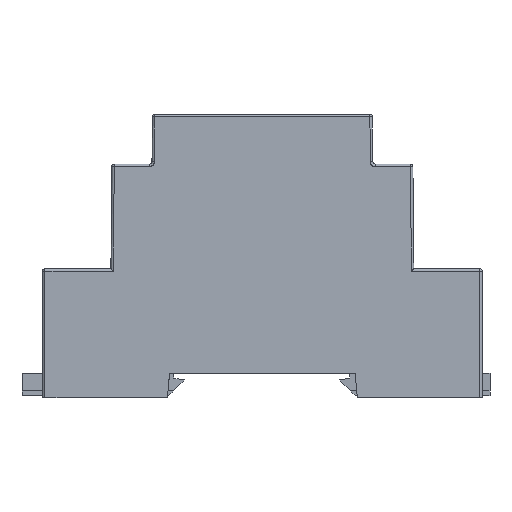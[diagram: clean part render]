
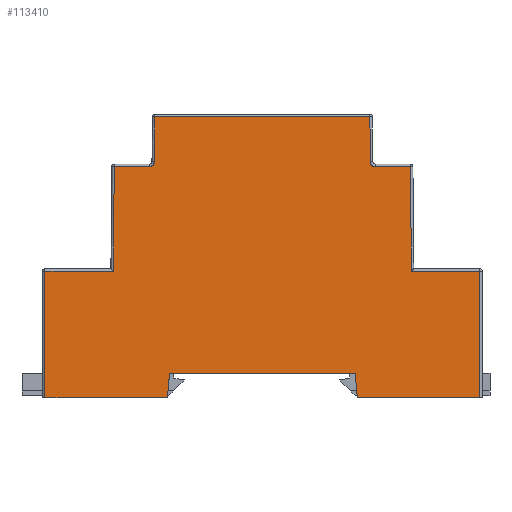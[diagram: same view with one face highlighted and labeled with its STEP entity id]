
A CAD part, front view. The second image highlights one B-rep face of the part: STEP entity #113410.
In plain terms, the highlighted face is planar.
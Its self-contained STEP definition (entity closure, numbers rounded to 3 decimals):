
#40700=CARTESIAN_POINT('',(25.563,27.545,
-18.427));
#40710=VERTEX_POINT('',#40700);
#40740=CARTESIAN_POINT('',(0.,27.545,-18.427));
#40750=DIRECTION('',(1.,0.,0.));
#40760=VECTOR('',#40750,1.);
#40770=LINE('',#40740,#40760);
#40780=CARTESIAN_POINT('',(0.5,27.545,-18.427));
#40790=VERTEX_POINT('',#40780);
#40800=EDGE_CURVE('',#40790,#40710,#40770,.T.);
#44630=CARTESIAN_POINT('',(89.5,27.545,-18.427));
#44640=VERTEX_POINT('',#44630);
#44670=CARTESIAN_POINT('',(0.,27.545,-18.427));
#44680=DIRECTION('',(1.,0.,0.));
#44690=VECTOR('',#44680,1.);
#44700=LINE('',#44670,#44690);
#44710=CARTESIAN_POINT('',(64.437,27.545,
-18.427));
#44720=VERTEX_POINT('',#44710);
#44730=EDGE_CURVE('',#44720,#44640,#44700,.T.);
#74100=CARTESIAN_POINT('',(0.5,27.319,7.478));
#74110=VERTEX_POINT('',#74100);
#99340=CARTESIAN_POINT('',(26.,27.502,
-13.427));
#99350=VERTEX_POINT('',#99340);
#99380=CARTESIAN_POINT('',(27.175,27.384,0.));
#99390=DIRECTION('',(-0.087,0.009,
-0.996));
#99400=VECTOR('',#99390,1.);
#99410=LINE('',#99380,#99400);
#99420=EDGE_CURVE('',#99350,#40710,#99410,.T.);
#99610=CARTESIAN_POINT('',(64.,27.502,-13.427));
#99620=VERTEX_POINT('',#99610);
#99650=CARTESIAN_POINT('',(0.,27.502,-13.427));
#99660=DIRECTION('',(-1.,0.,0.));
#99670=VECTOR('',#99660,1.);
#99680=LINE('',#99650,#99670);
#99690=EDGE_CURVE('',#99620,#99350,#99680,.T.);
#99810=CARTESIAN_POINT('',(62.825,27.384,0.));
#99820=DIRECTION('',(-0.087,-0.009,
0.996));
#99830=VECTOR('',#99820,1.);
#99840=LINE('',#99810,#99830);
#99850=EDGE_CURVE('',#44720,#99620,#99840,.T.);
#106090=CARTESIAN_POINT('',(67.016,27.043,
39.078));
#106100=DIRECTION('',(-1.,0.,0.));
#106110=VECTOR('',#106100,1.);
#106120=LINE('',#106090,#106110);
#106130=CARTESIAN_POINT('',(67.016,27.043,
39.078));
#106140=VERTEX_POINT('',#106130);
#106150=CARTESIAN_POINT('',(22.985,27.043,
39.078));
#106160=VERTEX_POINT('',#106150);
#106170=EDGE_CURVE('',#106140,#106160,#106120,.T.);
#106920=CARTESIAN_POINT('',(67.096,27.124,
29.869));
#106930=DIRECTION('',(-0.009,-0.009,
1.));
#106940=VECTOR('',#106930,1.);
#106950=LINE('',#106920,#106940);
#106960=CARTESIAN_POINT('',(67.096,27.124,
29.869));
#106970=VERTEX_POINT('',#106960);
#106980=EDGE_CURVE('',#106970,#106140,#106950,.T.);
#110270=CARTESIAN_POINT('',(68.096,27.132,
28.878));
#110280=CARTESIAN_POINT('',(67.105,27.132,
28.878));
#110290=CARTESIAN_POINT('',(67.096,27.124,
29.869));
#110300=(BOUNDED_CURVE() B_SPLINE_CURVE(2,(#110270,#110280,#110290),
.UNSPECIFIED.,.F.,.F.) B_SPLINE_CURVE_WITH_KNOTS((3,3),(0.,1.),
.UNSPECIFIED.) CURVE() GEOMETRIC_REPRESENTATION_ITEM() 
RATIONAL_B_SPLINE_CURVE((1.,0.71,1.)) REPRESENTATION_ITEM(
''));
#110310=CARTESIAN_POINT('',(68.096,27.132,
28.878));
#110320=VERTEX_POINT('',#110310);
#110330=EDGE_CURVE('',#110320,#106970,#110300,.T.);
#110550=CARTESIAN_POINT('',(75.318,27.132,
28.878));
#110560=VERTEX_POINT('',#110550);
#110780=CARTESIAN_POINT('',(75.318,27.132,
28.878));
#110790=DIRECTION('',(-1.,0.,0.));
#110800=VECTOR('',#110790,1.);
#110810=LINE('',#110780,#110800);
#110820=EDGE_CURVE('',#110560,#110320,#110810,.T.);
#110940=CARTESIAN_POINT('',(75.5,27.315,
7.973));
#110950=DIRECTION('',(-0.009,-0.009,
1.));
#110960=VECTOR('',#110950,1.);
#110970=LINE('',#110940,#110960);
#110980=CARTESIAN_POINT('',(75.504,27.319,
7.478));
#110990=VERTEX_POINT('',#110980);
#111000=EDGE_CURVE('',#110990,#110560,#110970,.T.);
#112610=CARTESIAN_POINT('',(0.5,27.384,0.004));
#112620=DIRECTION('',(0.,-0.009,1.));
#112630=VECTOR('',#112620,1.);
#112640=LINE('',#112610,#112630);
#112650=EDGE_CURVE('',#40790,#74110,#112640,.T.);
#112710=CARTESIAN_POINT('',(0.,27.55,-18.927));
#112720=DIRECTION('',(0.,1.,0.009));
#112730=DIRECTION('',(0.,0.009,-1.));
#112740=AXIS2_PLACEMENT_3D('',#112710,#112720,#112730);
#112750=PLANE('',#112740);
#112760=CARTESIAN_POINT('',(0.,27.319,7.478));
#112770=DIRECTION('',(1.,0.,0.));
#112780=VECTOR('',#112770,1.);
#112790=LINE('',#112760,#112780);
#112800=CARTESIAN_POINT('',(89.5,27.319,7.478));
#112810=VERTEX_POINT('',#112800);
#112820=EDGE_CURVE('',#110990,#112810,#112790,.T.);
#112830=ORIENTED_EDGE('',*,*,#112820,.T.);
#112840=ORIENTED_EDGE('',*,*,#111000,.F.);
#112850=ORIENTED_EDGE('',*,*,#110820,.F.);
#112860=ORIENTED_EDGE('',*,*,#110330,.F.);
#112870=ORIENTED_EDGE('',*,*,#106980,.F.);
#112880=ORIENTED_EDGE('',*,*,#106170,.F.);
#112890=CARTESIAN_POINT('',(22.985,27.043,
39.078));
#112900=DIRECTION('',(-0.009,0.009,
-1.));
#112910=VECTOR('',#112900,1.);
#112920=LINE('',#112890,#112910);
#112930=CARTESIAN_POINT('',(22.905,27.124,
29.869));
#112940=VERTEX_POINT('',#112930);
#112950=EDGE_CURVE('',#106160,#112940,#112920,.T.);
#112960=ORIENTED_EDGE('',*,*,#112950,.F.);
#112970=CARTESIAN_POINT('',(22.905,27.124,
29.869));
#112980=CARTESIAN_POINT('',(22.896,27.132,
28.878));
#112990=CARTESIAN_POINT('',(21.905,27.132,
28.878));
#113000=(BOUNDED_CURVE() B_SPLINE_CURVE(2,(#112970,#112980,#112990),
.UNSPECIFIED.,.F.,.F.) B_SPLINE_CURVE_WITH_KNOTS((3,3),(0.,1.),
.UNSPECIFIED.) CURVE() GEOMETRIC_REPRESENTATION_ITEM() 
RATIONAL_B_SPLINE_CURVE((1.,0.71,1.)) REPRESENTATION_ITEM(
''));
#113010=CARTESIAN_POINT('',(21.905,27.132,
28.878));
#113020=VERTEX_POINT('',#113010);
#113030=EDGE_CURVE('',#112940,#113020,#113000,.T.);
#113040=ORIENTED_EDGE('',*,*,#113030,.F.);
#113050=CARTESIAN_POINT('',(21.905,27.132,
28.878));
#113060=DIRECTION('',(-1.,0.,0.));
#113070=VECTOR('',#113060,1.);
#113080=LINE('',#113050,#113070);
#113090=CARTESIAN_POINT('',(14.682,27.132,
28.878));
#113100=VERTEX_POINT('',#113090);
#113110=EDGE_CURVE('',#113020,#113100,#113080,.T.);
#113120=ORIENTED_EDGE('',*,*,#113110,.F.);
#113130=CARTESIAN_POINT('',(14.682,27.132,
28.878));
#113140=DIRECTION('',(-0.009,0.009,
-1.));
#113150=VECTOR('',#113140,1.);
#113160=LINE('',#113130,#113150);
#113170=CARTESIAN_POINT('',(14.496,27.319,
7.478));
#113180=VERTEX_POINT('',#113170);
#113190=EDGE_CURVE('',#113100,#113180,#113160,.T.);
#113200=ORIENTED_EDGE('',*,*,#113190,.F.);
#113210=CARTESIAN_POINT('',(0.,27.319,7.478));
#113220=DIRECTION('',(-1.,0.,0.));
#113230=VECTOR('',#113220,1.);
#113240=LINE('',#113210,#113230);
#113250=EDGE_CURVE('',#113180,#74110,#113240,.T.);
#113260=ORIENTED_EDGE('',*,*,#113250,.F.);
#113270=ORIENTED_EDGE('',*,*,#112650,.T.);
#113280=ORIENTED_EDGE('',*,*,#40800,.F.);
#113290=ORIENTED_EDGE('',*,*,#99420,.T.);
#113300=ORIENTED_EDGE('',*,*,#99690,.T.);
#113310=ORIENTED_EDGE('',*,*,#99850,.T.);
#113320=ORIENTED_EDGE('',*,*,#44730,.F.);
#113330=CARTESIAN_POINT('',(89.5,27.384,0.004));
#113340=DIRECTION('',(0.,0.009,-1.));
#113350=VECTOR('',#113340,1.);
#113360=LINE('',#113330,#113350);
#113370=EDGE_CURVE('',#112810,#44640,#113360,.T.);
#113380=ORIENTED_EDGE('',*,*,#113370,.T.);
#113390=EDGE_LOOP('',(#113380,#113320,#113310,#113300,#113290,#113280,
#113270,#113260,#113200,#113120,#113040,#112960,#112880,#112870,#112860,
#112850,#112840,#112830));
#113400=FACE_OUTER_BOUND('',#113390,.T.);
#113410=ADVANCED_FACE('',(#113400),#112750,.T.);
